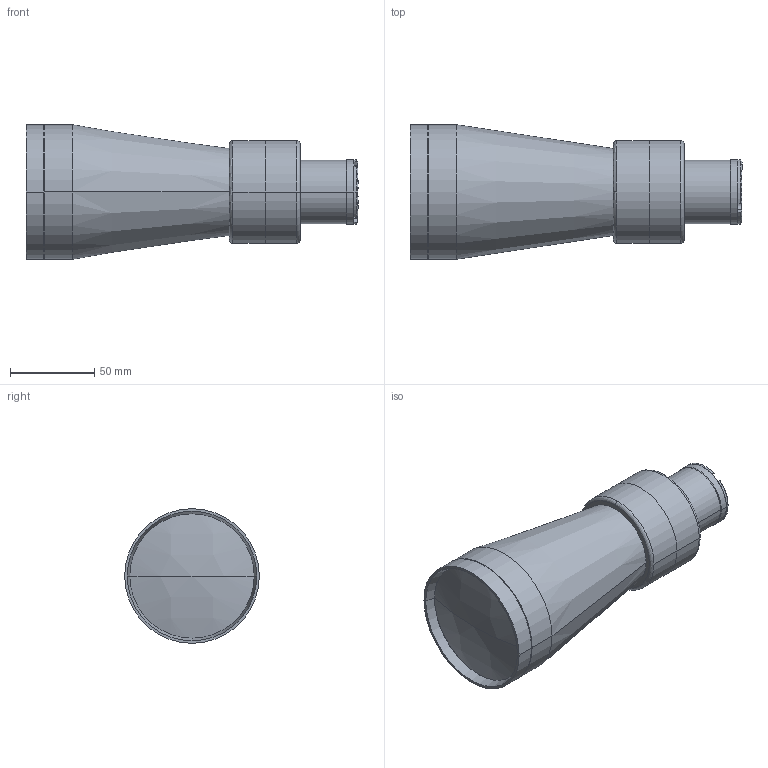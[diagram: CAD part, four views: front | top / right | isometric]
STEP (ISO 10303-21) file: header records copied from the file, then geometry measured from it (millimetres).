
FILE_DESCRIPTION (( 'STEP AP214' ), '1' );
FILE_NAME ('LTCL56.STEP', '2012-03-26T12:29:40', ( '--' ), ( '' ), 'SwSTEP 2.0', 'SolidWorks 2012', '' );
FILE_SCHEMA (( 'AUTOMOTIVE_DESIGN' ));
Length unit declared in the file: millimetre
Products named in the file (1): LTCL56
Bounding box: 197.33 x 80 x 80 mm (x, y, z)
Surface area: 53990.2 mm2 (no closed solid volume)
Topology: 0 solids, 8 shells, 84 faces, 238 edges, 171 vertices
Faces by surface type: cylinder 44, plane 24, cone 10, bspline 4, torus 2
Entity records: 6534 total; most frequent: CARTESIAN_POINT 3356, DIRECTION 459, ORIENTED_EDGE 420, EDGE_CURVE 238, AXIS2_PLACEMENT_3D 190, VERTEX_POINT 171, EDGE_LOOP 126, CIRCLE 109
